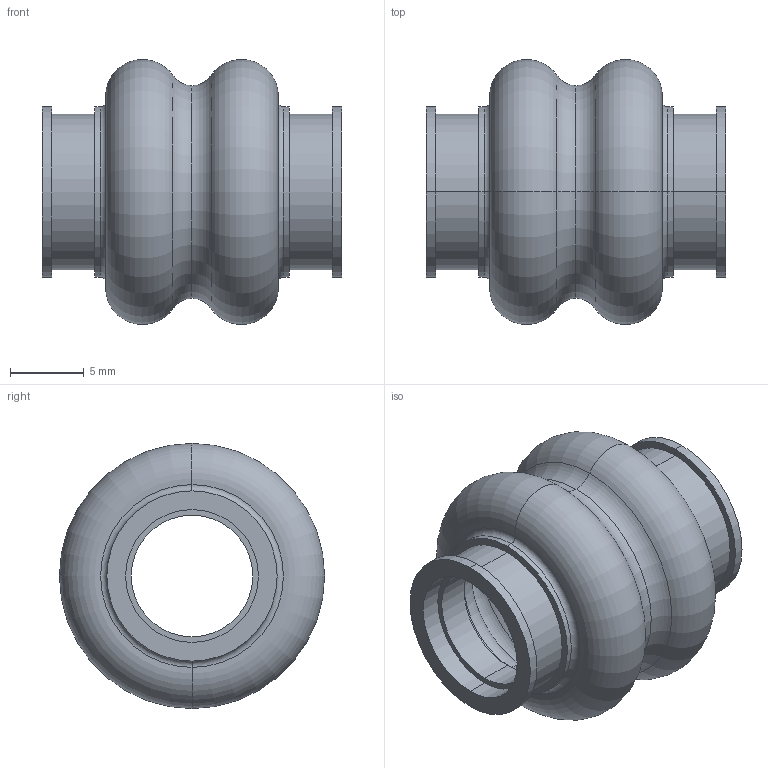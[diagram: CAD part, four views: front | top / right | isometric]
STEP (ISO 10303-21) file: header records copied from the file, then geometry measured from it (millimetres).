
FILE_DESCRIPTION (( 'STEP AP214' ), '1' );
FILE_NAME ('375 BOOT-SL.STEP', '2018-06-12T21:03:04', ( 'rick' ), ( 'Hewlett-Packard Company' ), 'SwSTEP 2.0', 'SolidWorks 2017', '' );
FILE_SCHEMA (( 'AUTOMOTIVE_DESIGN' ));
Length unit declared in the file: inch
Products named in the file (1): 375 BOOT-SL
Bounding box: 20.32 x 18 x 18 mm (x, y, z)
Volume: 1269.7 mm3; surface area: 2256.5 mm2
Topology: 1 solids, 1 shells, 58 faces, 116 edges, 68 vertices
Faces by surface type: torus 24, cylinder 24, plane 10
Entity records: 2326 total; most frequent: DIRECTION 326, CARTESIAN_POINT 243, ORIENTED_EDGE 232, AXIS2_PLACEMENT_3D 151, EDGE_CURVE 116, CIRCLE 92, VERTEX_POINT 68, EDGE_LOOP 68
